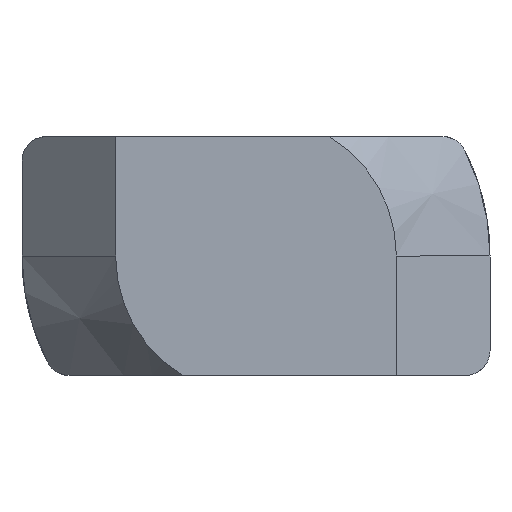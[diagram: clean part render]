
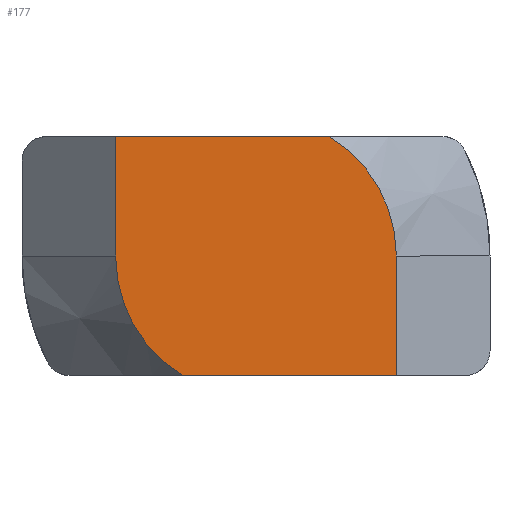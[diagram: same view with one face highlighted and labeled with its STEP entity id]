
A CAD part, front view. The second image highlights one B-rep face of the part: STEP entity #177.
In plain terms, the highlighted planar face has unit normal (0, -1, 0).
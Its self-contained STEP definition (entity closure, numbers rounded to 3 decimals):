
#177 = ADVANCED_FACE( '', ( #371 ), #372, .F. );
#371 = FACE_OUTER_BOUND( '', #576, .T. );
#372 = PLANE( '', #577 );
#576 = EDGE_LOOP( '', ( #1053, #1054, #1055, #1056, #1057, #1058 ) );
#577 = AXIS2_PLACEMENT_3D( '', #1059, #1060, #1061 );
#1053 = ORIENTED_EDGE( '', *, *, #1465, .T. );
#1054 = ORIENTED_EDGE( '', *, *, #1330, .F. );
#1055 = ORIENTED_EDGE( '', *, *, #1466, .F. );
#1056 = ORIENTED_EDGE( '', *, *, #1374, .T. );
#1057 = ORIENTED_EDGE( '', *, *, #1306, .T. );
#1058 = ORIENTED_EDGE( '', *, *, #1467, .T. );
#1059 = CARTESIAN_POINT( '', ( 9.5, 0., 4.85 ) );
#1060 = DIRECTION( '', ( 0., 1., 0. ) );
#1061 = DIRECTION( '', ( 0., 0., 1. ) );
#1306 = EDGE_CURVE( '', #1591, #1589, #1592, .T. );
#1330 = EDGE_CURVE( '', #1628, #1630, #1631, .T. );
#1374 = EDGE_CURVE( '', #1696, #1591, #1701, .T. );
#1465 = EDGE_CURVE( '', #1826, #1630, #1827, .T. );
#1466 = EDGE_CURVE( '', #1696, #1628, #1828, .T. );
#1467 = EDGE_CURVE( '', #1589, #1826, #1829, .T. );
#1589 = VERTEX_POINT( '', #1986 );
#1591 = VERTEX_POINT( '', #1995 );
#1592 = CIRCLE( '', #1996, 5.7 );
#1628 = VERTEX_POINT( '', #2050 );
#1630 = VERTEX_POINT( '', #2059 );
#1631 = CIRCLE( '', #2060, 5.7 );
#1696 = VERTEX_POINT( '', #2141 );
#1701 = LINE( '', #2148, #2149 );
#1826 = VERTEX_POINT( '', #2310 );
#1827 = LINE( '', #2311, #2312 );
#1828 = LINE( '', #2313, #2314 );
#1829 = LINE( '', #2315, #2316 );
#1986 = CARTESIAN_POINT( '', ( 2.995, 0., 4.85 ) );
#1995 = CARTESIAN_POINT( '', ( 5.7, 0., 0. ) );
#1996 = AXIS2_PLACEMENT_3D( '', #2418, #2419, #2420 );
#2050 = CARTESIAN_POINT( '', ( -2.995, 0., -4.85 ) );
#2059 = CARTESIAN_POINT( '', ( -5.7, 0., 0. ) );
#2060 = AXIS2_PLACEMENT_3D( '', #2443, #2444, #2445 );
#2141 = CARTESIAN_POINT( '', ( 5.7, 0., -4.85 ) );
#2148 = CARTESIAN_POINT( '', ( 5.7, 0., -4.85 ) );
#2149 = VECTOR( '', #2512, 1000. );
#2310 = CARTESIAN_POINT( '', ( -5.7, 0., 4.85 ) );
#2311 = CARTESIAN_POINT( '', ( -5.7, 0., 4.85 ) );
#2312 = VECTOR( '', #2642, 1000. );
#2313 = CARTESIAN_POINT( '', ( 9.5, 0., -4.85 ) );
#2314 = VECTOR( '', #2643, 1000. );
#2315 = CARTESIAN_POINT( '', ( 9.5, 0., 4.85 ) );
#2316 = VECTOR( '', #2644, 1000. );
#2418 = CARTESIAN_POINT( '', ( 0., 0., 0. ) );
#2419 = DIRECTION( '', ( 0., -1., 0. ) );
#2420 = DIRECTION( '', ( 0., 0., -1. ) );
#2443 = CARTESIAN_POINT( '', ( 0., 0., 0. ) );
#2444 = DIRECTION( '', ( 0., 1., 0. ) );
#2445 = DIRECTION( '', ( 0., 0., 1. ) );
#2512 = DIRECTION( '', ( 0., 0., 1. ) );
#2642 = DIRECTION( '', ( 0., 0., -1. ) );
#2643 = DIRECTION( '', ( -1., 0., 0. ) );
#2644 = DIRECTION( '', ( -1., 0., 0. ) );
